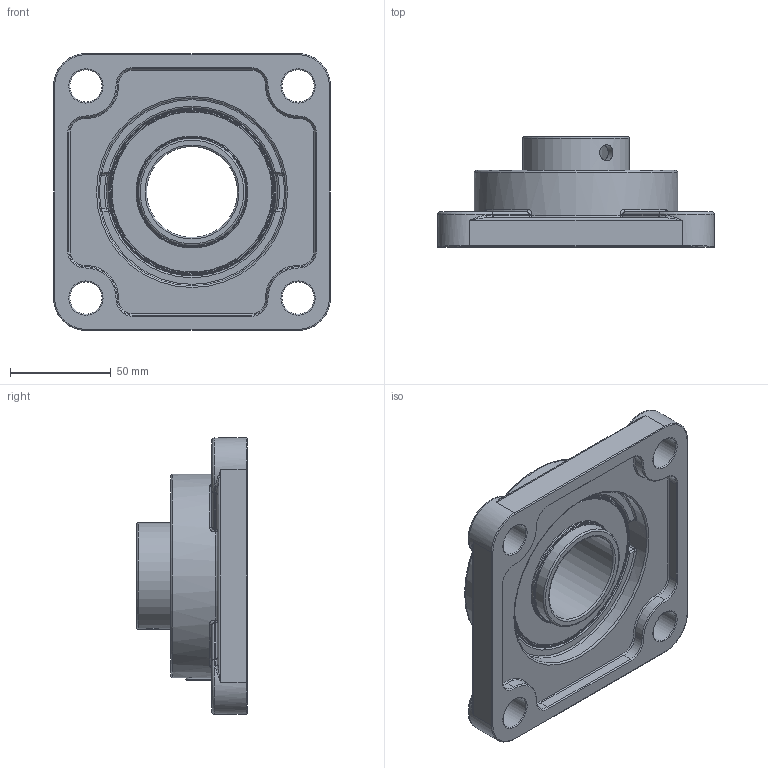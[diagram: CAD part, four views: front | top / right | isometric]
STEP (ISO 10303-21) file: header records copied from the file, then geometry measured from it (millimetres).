
FILE_DESCRIPTION(/* description */ (''),/* implementation_level */ '2;1');
FILE_NAME(/* name */ 'SF+SUC-209.stp',/* time_stamp */ '2023-07-21T19:47:14+03:00',/* author */ ('11700K'),/* organization */ (''),/* preprocessor_version */ 'ST-DEVELOPER v18.1',/* originating_system */ 'Autodesk Inventor 2021',/* authorisation */ '');
FILE_SCHEMA (('AUTOMOTIVE_DESIGN { 1 0 10303 214 3 1 1 }'));
Length unit declared in the file: millimetre
Products named in the file (3): Assembly56; SF-209_A; SUC-209
Assembly tree (2 placements, depth 2):
  Assembly56
    SF-209_A
    SUC-209
Bounding box: 137 x 54.76 x 137 mm (x, y, z)
Volume: 293226 mm3; surface area: 79007.4 mm2
Topology: 2 solids, 2 shells, 283 faces, 658 edges, 380 vertices
Faces by surface type: cylinder 87, plane 58, torus 56, cone 35, bspline 31, sphere 16
Full cylindrical faces by diameter (mm): 6 x1, 8 x2, 16 x4, 45 x1, 53 x2, 55 x2, 80 x2, 81 x2, 91 x1, 93 x1, 101 x1
Entity records: 9440 total; most frequent: CARTESIAN_POINT 2827, DIRECTION 1464, ORIENTED_EDGE 1300, EDGE_CURVE 650, AXIS2_PLACEMENT_3D 625, VERTEX_POINT 380, CIRCLE 368, EDGE_LOOP 310
